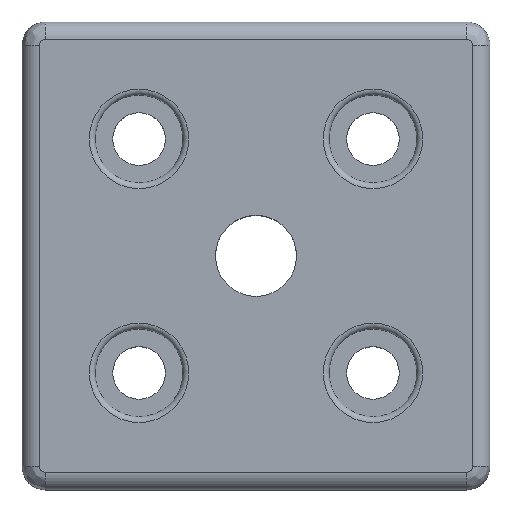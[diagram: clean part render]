
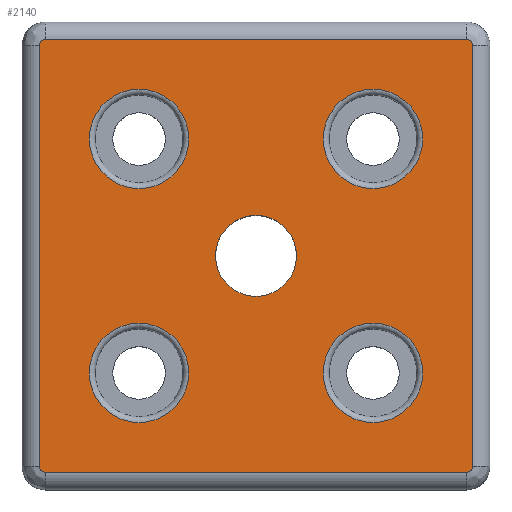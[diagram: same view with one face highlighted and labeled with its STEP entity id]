
A CAD part, top view. The second image highlights one B-rep face of the part: STEP entity #2140.
In plain terms, the highlighted planar face has unit normal (0, 0, 1).
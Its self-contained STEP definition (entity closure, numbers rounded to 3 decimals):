
#36=FACE_BOUND('',#313,.T.);
#37=FACE_BOUND('',#314,.T.);
#38=FACE_BOUND('',#315,.T.);
#39=FACE_BOUND('',#316,.T.);
#40=FACE_BOUND('',#317,.T.);
#74=PLANE('',#2411);
#176=FACE_OUTER_BOUND('',#312,.T.);
#312=EDGE_LOOP('',(#1793,#1794,#1795,#1796,#1797,#1798,#1799,#1800));
#313=EDGE_LOOP('',(#1801));
#314=EDGE_LOOP('',(#1802));
#315=EDGE_LOOP('',(#1803));
#316=EDGE_LOOP('',(#1804));
#317=EDGE_LOOP('',(#1805));
#499=LINE('',#3732,#656);
#500=LINE('',#3736,#657);
#501=LINE('',#3740,#658);
#502=LINE('',#3743,#659);
#656=VECTOR('',#3052,1000.);
#657=VECTOR('',#3055,1000.);
#658=VECTOR('',#3058,1000.);
#659=VECTOR('',#3061,1000.);
#794=CIRCLE('',#2412,1.);
#795=CIRCLE('',#2413,1.);
#796=CIRCLE('',#2414,1.);
#797=CIRCLE('',#2415,1.);
#798=CIRCLE('',#2416,8.5);
#799=CIRCLE('',#2417,8.5);
#800=CIRCLE('',#2418,8.5);
#801=CIRCLE('',#2419,8.5);
#802=CIRCLE('',#2420,6.918);
#1008=VERTEX_POINT('',#3728);
#1009=VERTEX_POINT('',#3729);
#1010=VERTEX_POINT('',#3731);
#1011=VERTEX_POINT('',#3733);
#1012=VERTEX_POINT('',#3735);
#1013=VERTEX_POINT('',#3737);
#1014=VERTEX_POINT('',#3739);
#1015=VERTEX_POINT('',#3741);
#1016=VERTEX_POINT('',#3744);
#1017=VERTEX_POINT('',#3746);
#1018=VERTEX_POINT('',#3748);
#1019=VERTEX_POINT('',#3750);
#1020=VERTEX_POINT('',#3752);
#1302=EDGE_CURVE('',#1008,#1009,#794,.T.);
#1303=EDGE_CURVE('',#1009,#1010,#499,.T.);
#1304=EDGE_CURVE('',#1010,#1011,#795,.T.);
#1305=EDGE_CURVE('',#1011,#1012,#500,.T.);
#1306=EDGE_CURVE('',#1012,#1013,#796,.T.);
#1307=EDGE_CURVE('',#1013,#1014,#501,.T.);
#1308=EDGE_CURVE('',#1014,#1015,#797,.T.);
#1309=EDGE_CURVE('',#1015,#1008,#502,.T.);
#1310=EDGE_CURVE('',#1016,#1016,#798,.F.);
#1311=EDGE_CURVE('',#1017,#1017,#799,.F.);
#1312=EDGE_CURVE('',#1018,#1018,#800,.F.);
#1313=EDGE_CURVE('',#1019,#1019,#801,.F.);
#1314=EDGE_CURVE('',#1020,#1020,#802,.T.);
#1793=ORIENTED_EDGE('',*,*,#1302,.T.);
#1794=ORIENTED_EDGE('',*,*,#1303,.T.);
#1795=ORIENTED_EDGE('',*,*,#1304,.T.);
#1796=ORIENTED_EDGE('',*,*,#1305,.T.);
#1797=ORIENTED_EDGE('',*,*,#1306,.T.);
#1798=ORIENTED_EDGE('',*,*,#1307,.T.);
#1799=ORIENTED_EDGE('',*,*,#1308,.T.);
#1800=ORIENTED_EDGE('',*,*,#1309,.T.);
#1801=ORIENTED_EDGE('',*,*,#1310,.T.);
#1802=ORIENTED_EDGE('',*,*,#1311,.T.);
#1803=ORIENTED_EDGE('',*,*,#1312,.T.);
#1804=ORIENTED_EDGE('',*,*,#1313,.T.);
#1805=ORIENTED_EDGE('',*,*,#1314,.F.);
#2140=ADVANCED_FACE('',(#176,#36,#37,#38,#39,#40),#74,.T.);
#2411=AXIS2_PLACEMENT_3D('',#3727,#3048,#3049);
#2412=AXIS2_PLACEMENT_3D('',#3730,#3050,#3051);
#2413=AXIS2_PLACEMENT_3D('',#3734,#3053,#3054);
#2414=AXIS2_PLACEMENT_3D('',#3738,#3056,#3057);
#2415=AXIS2_PLACEMENT_3D('',#3742,#3059,#3060);
#2416=AXIS2_PLACEMENT_3D('',#3745,#3062,#3063);
#2417=AXIS2_PLACEMENT_3D('',#3747,#3064,#3065);
#2418=AXIS2_PLACEMENT_3D('',#3749,#3066,#3067);
#2419=AXIS2_PLACEMENT_3D('',#3751,#3068,#3069);
#2420=AXIS2_PLACEMENT_3D('',#3753,#3070,#3071);
#3048=DIRECTION('center_axis',(0.,0.,1.));
#3049=DIRECTION('ref_axis',(1.,0.,0.));
#3050=DIRECTION('center_axis',(0.,0.,1.));
#3051=DIRECTION('ref_axis',(1.,0.,0.));
#3052=DIRECTION('',(-1.,0.,0.));
#3053=DIRECTION('center_axis',(0.,0.,1.));
#3054=DIRECTION('ref_axis',(1.,0.,0.));
#3055=DIRECTION('',(0.,-1.,0.));
#3056=DIRECTION('center_axis',(0.,0.,1.));
#3057=DIRECTION('ref_axis',(1.,0.,0.));
#3058=DIRECTION('',(1.,0.,0.));
#3059=DIRECTION('center_axis',(0.,0.,1.));
#3060=DIRECTION('ref_axis',(1.,0.,0.));
#3061=DIRECTION('',(0.,1.,0.));
#3062=DIRECTION('center_axis',(0.,0.,1.));
#3063=DIRECTION('ref_axis',(1.,0.,0.));
#3064=DIRECTION('center_axis',(0.,0.,1.));
#3065=DIRECTION('ref_axis',(1.,0.,0.));
#3066=DIRECTION('center_axis',(0.,0.,1.));
#3067=DIRECTION('ref_axis',(1.,0.,0.));
#3068=DIRECTION('center_axis',(0.,0.,1.));
#3069=DIRECTION('ref_axis',(1.,0.,0.));
#3070=DIRECTION('center_axis',(0.,0.,1.));
#3071=DIRECTION('ref_axis',(1.,0.,0.));
#3727=CARTESIAN_POINT('Origin',(-36.,36.,0.));
#3728=CARTESIAN_POINT('',(37.,36.,0.));
#3729=CARTESIAN_POINT('',(36.,37.,0.));
#3730=CARTESIAN_POINT('Origin',(36.,36.,0.));
#3731=CARTESIAN_POINT('',(-36.,37.,0.));
#3732=CARTESIAN_POINT('',(-36.,37.,0.));
#3733=CARTESIAN_POINT('',(-37.,36.,0.));
#3734=CARTESIAN_POINT('Origin',(-36.,36.,0.));
#3735=CARTESIAN_POINT('',(-37.,-36.,0.));
#3736=CARTESIAN_POINT('',(-37.,36.,0.));
#3737=CARTESIAN_POINT('',(-36.,-37.,0.));
#3738=CARTESIAN_POINT('Origin',(-36.,-36.,0.));
#3739=CARTESIAN_POINT('',(36.,-37.,0.));
#3740=CARTESIAN_POINT('',(-36.,-37.,0.));
#3741=CARTESIAN_POINT('',(37.,-36.,0.));
#3742=CARTESIAN_POINT('Origin',(36.,-36.,0.));
#3743=CARTESIAN_POINT('',(37.,36.,0.));
#3744=CARTESIAN_POINT('',(-28.5,20.,0.));
#3745=CARTESIAN_POINT('Origin',(-20.,20.,0.));
#3746=CARTESIAN_POINT('',(11.5,20.,0.));
#3747=CARTESIAN_POINT('Origin',(20.,20.,0.));
#3748=CARTESIAN_POINT('',(-28.5,-20.,0.));
#3749=CARTESIAN_POINT('Origin',(-20.,-20.,0.));
#3750=CARTESIAN_POINT('',(11.5,-20.,0.));
#3751=CARTESIAN_POINT('Origin',(20.,-20.,0.));
#3752=CARTESIAN_POINT('',(-6.918,0.,0.));
#3753=CARTESIAN_POINT('Origin',(0.,0.,0.));
